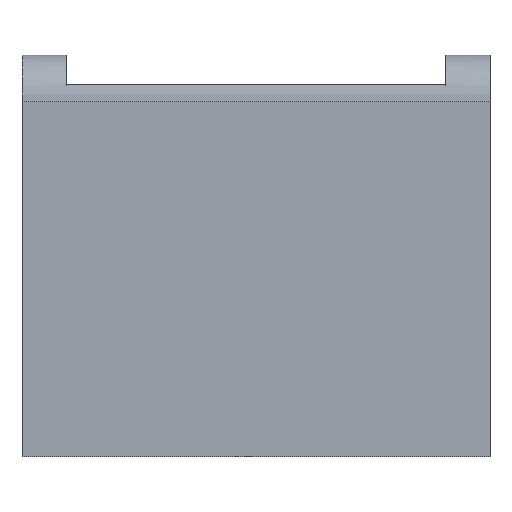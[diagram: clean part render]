
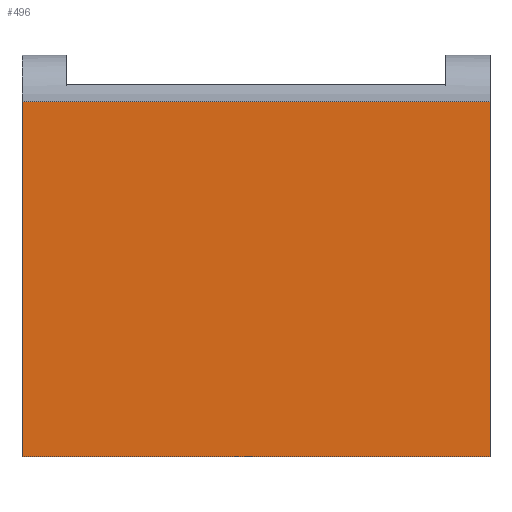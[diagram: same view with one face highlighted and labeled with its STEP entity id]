
A CAD part, left-side view. The second image highlights one B-rep face of the part: STEP entity #496.
In plain terms, the highlighted planar face has unit normal (-1, 0, 0).
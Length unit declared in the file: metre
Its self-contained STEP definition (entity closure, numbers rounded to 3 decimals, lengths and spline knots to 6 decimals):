
#60=ORIENTED_EDGE('',*,*,#200,.F.);
#61=ORIENTED_EDGE('',*,*,#201,.T.);
#62=ORIENTED_EDGE('',*,*,#202,.T.);
#63=ORIENTED_EDGE('',*,*,#184,.F.);
#184=EDGE_CURVE('',#256,#257,#304,.T.);
#200=EDGE_CURVE('',#268,#256,#320,.T.);
#201=EDGE_CURVE('',#268,#269,#321,.T.);
#202=EDGE_CURVE('',#269,#257,#322,.T.);
#256=VERTEX_POINT('',#733);
#257=VERTEX_POINT('',#735);
#268=VERTEX_POINT('',#766);
#269=VERTEX_POINT('',#768);
#304=LINE('',#734,#370);
#320=LINE('',#765,#386);
#321=LINE('',#767,#387);
#322=LINE('',#769,#388);
#370=VECTOR('',#586,1.);
#386=VECTOR('',#610,1.);
#387=VECTOR('',#611,1.);
#388=VECTOR('',#612,1.);
#422=EDGE_LOOP('',(#60,#61,#62,#63));
#448=FACE_BOUND('',#422,.T.);
#473=PLANE('',#534);
#496=ADVANCED_FACE('',(#448),#473,.F.);
#534=AXIS2_PLACEMENT_3D('',#764,#608,#609);
#586=DIRECTION('',(0.,1.,0.));
#608=DIRECTION('',(1.,0.,0.));
#609=DIRECTION('',(0.,0.,-1.));
#610=DIRECTION('',(0.,0.,-1.));
#611=DIRECTION('',(0.,1.,0.));
#612=DIRECTION('',(0.,0.,-1.));
#733=CARTESIAN_POINT('',(-0.05,-0.1,0.));
#734=CARTESIAN_POINT('',(-0.05,-0.1,0.));
#735=CARTESIAN_POINT('',(-0.05,0.,0.));
#764=CARTESIAN_POINT('',(-0.05,-0.1,0.05));
#765=CARTESIAN_POINT('',(-0.05,-0.1,0.05));
#766=CARTESIAN_POINT('',(-0.05,-0.1,0.075858));
#767=CARTESIAN_POINT('',(-0.05,-0.0905,0.075858));
#768=CARTESIAN_POINT('',(-0.05,0.,0.075858));
#769=CARTESIAN_POINT('',(-0.05,0.,0.05));
